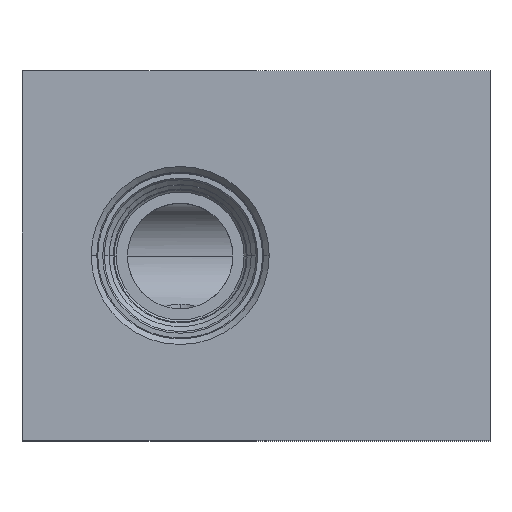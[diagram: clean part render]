
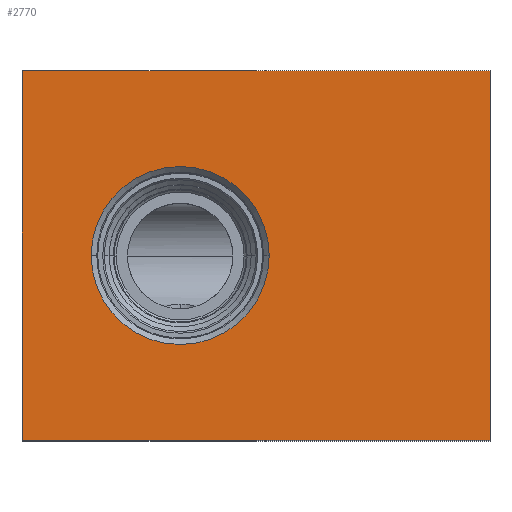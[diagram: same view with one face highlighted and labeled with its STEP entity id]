
A CAD part, top view. The second image highlights one B-rep face of the part: STEP entity #2770.
In plain terms, the highlighted planar face has unit normal (0, 0, 1).
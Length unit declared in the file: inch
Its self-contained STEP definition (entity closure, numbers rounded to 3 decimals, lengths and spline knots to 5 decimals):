
#183=DIRECTION('',(0.,-1.,0.));
#184=VECTOR('',#183,3.5);
#185=CARTESIAN_POINT('',(0.,0.,5.375));
#186=LINE('',#185,#184);
#187=DIRECTION('',(-1.,0.,0.));
#188=VECTOR('',#187,4.438);
#189=CARTESIAN_POINT('',(4.438,0.,5.375));
#190=LINE('',#189,#188);
#191=DIRECTION('',(0.,1.,0.));
#192=VECTOR('',#191,3.5);
#193=CARTESIAN_POINT('',(4.438,-3.5,5.375));
#194=LINE('',#193,#192);
#195=DIRECTION('',(1.,0.,0.));
#196=VECTOR('',#195,4.438);
#197=CARTESIAN_POINT('',(0.,-3.5,5.375));
#198=LINE('',#197,#196);
#199=CARTESIAN_POINT('',(1.5,-1.75,5.375));
#200=DIRECTION('',(0.,0.,-1.));
#201=DIRECTION('',(-1.,0.,0.));
#202=AXIS2_PLACEMENT_3D('',#199,#200,#201);
#204=CARTESIAN_POINT('',(1.5,-1.75,5.375));
#205=DIRECTION('',(0.,0.,-1.));
#206=DIRECTION('',(1.,0.,0.));
#207=AXIS2_PLACEMENT_3D('',#204,#205,#206);
#2198=CARTESIAN_POINT('',(0.,0.,5.375));
#2199=CARTESIAN_POINT('',(0.,-3.5,5.375));
#2200=VERTEX_POINT('',#2198);
#2201=VERTEX_POINT('',#2199);
#2202=CARTESIAN_POINT('',(4.438,-3.5,5.375));
#2203=VERTEX_POINT('',#2202);
#2204=CARTESIAN_POINT('',(4.438,0.,5.375));
#2205=VERTEX_POINT('',#2204);
#2258=CARTESIAN_POINT('',(0.656,-1.75,5.375));
#2259=CARTESIAN_POINT('',(2.344,-1.75,5.375));
#2260=VERTEX_POINT('',#2258);
#2261=VERTEX_POINT('',#2259);
#2753=CARTESIAN_POINT('',(0.,0.,5.375));
#2754=DIRECTION('',(0.,0.,1.));
#2755=DIRECTION('',(1.,0.,0.));
#2756=AXIS2_PLACEMENT_3D('',#2753,#2754,#2755);
#2757=PLANE('',#2756);
#2758=ORIENTED_EDGE('',*,*,#2621,.F.);
#2759=ORIENTED_EDGE('',*,*,#2672,.F.);
#2760=ORIENTED_EDGE('',*,*,#2698,.F.);
#2761=ORIENTED_EDGE('',*,*,#2741,.F.);
#2762=EDGE_LOOP('',(#2758,#2759,#2760,#2761));
#2763=FACE_OUTER_BOUND('',#2762,.F.);
#2765=ORIENTED_EDGE('',*,*,#2764,.F.);
#2767=ORIENTED_EDGE('',*,*,#2766,.F.);
#2768=EDGE_LOOP('',(#2765,#2767));
#2769=FACE_BOUND('',#2768,.F.);
#2770=ADVANCED_FACE('',(#2763,#2769),#2757,.T.);
#203=CIRCLE('',#202,0.844);
#208=CIRCLE('',#207,0.844);
#2621=EDGE_CURVE('',#2200,#2201,#186,.T.);
#2672=EDGE_CURVE('',#2205,#2200,#190,.T.);
#2698=EDGE_CURVE('',#2203,#2205,#194,.T.);
#2741=EDGE_CURVE('',#2201,#2203,#198,.T.);
#2764=EDGE_CURVE('',#2260,#2261,#203,.T.);
#2766=EDGE_CURVE('',#2261,#2260,#208,.T.);
